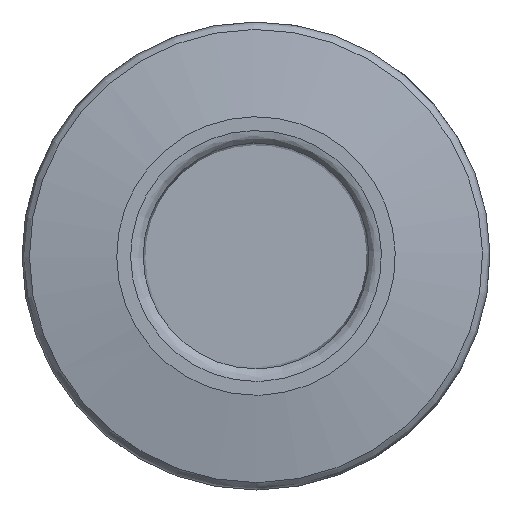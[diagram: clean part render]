
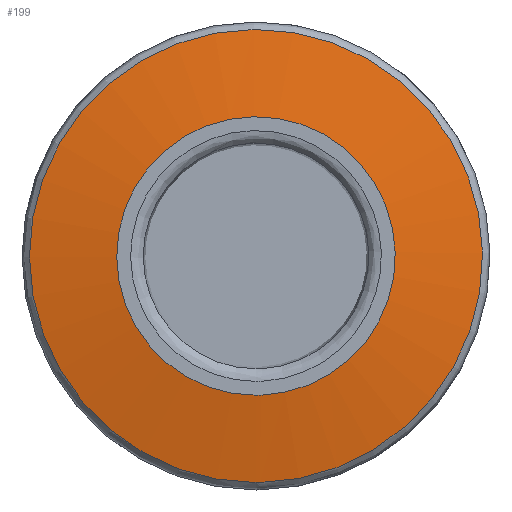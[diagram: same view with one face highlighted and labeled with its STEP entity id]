
A CAD part, left-side view. The second image highlights one B-rep face of the part: STEP entity #199.
In plain terms, the highlighted face is a revolution surface.
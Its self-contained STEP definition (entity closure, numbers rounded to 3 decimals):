
#34=LINE('',#712,#42);
#42=VECTOR('',#590,6.079);
#88=SURFACE_OF_REVOLUTION('',#34,#103);
#103=AXIS1_PLACEMENT('',#713,#591);
#154=FACE_BOUND('',#256,.T.);
#155=FACE_BOUND('',#257,.T.);
#199=ADVANCED_FACE('',(#154,#155),#88,.F.);
#256=EDGE_LOOP('',(#320));
#257=EDGE_LOOP('',(#321));
#320=ORIENTED_EDGE('',*,*,#396,.T.);
#321=ORIENTED_EDGE('',*,*,#397,.F.);
#364=VERTEX_POINT('',#709);
#365=VERTEX_POINT('',#711);
#396=EDGE_CURVE('',#364,#364,#428,.T.);
#397=EDGE_CURVE('',#365,#365,#429,.T.);
#428=CIRCLE('',#491,9.531);
#429=CIRCLE('',#492,15.504);
#491=AXIS2_PLACEMENT_3D('',#708,#586,#587);
#492=AXIS2_PLACEMENT_3D('',#710,#588,#589);
#586=DIRECTION('',(1.,0.,0.));
#587=DIRECTION('',(0.,0.,-1.));
#588=DIRECTION('',(1.,0.,0.));
#589=DIRECTION('',(0.,0.,-1.));
#590=DIRECTION('',(-0.172,0.984,0.053));
#591=DIRECTION('',(1.,0.,0.));
#708=CARTESIAN_POINT('',(0.193,0.,0.));
#709=CARTESIAN_POINT('',(0.193,0.,-9.531));
#710=CARTESIAN_POINT('',(1.237,0.,0.));
#711=CARTESIAN_POINT('',(1.237,0.,-15.504));
#712=CARTESIAN_POINT('',(1.237,-15.504,0.044));
#713=CARTESIAN_POINT('',(0.81,0.,0.));
